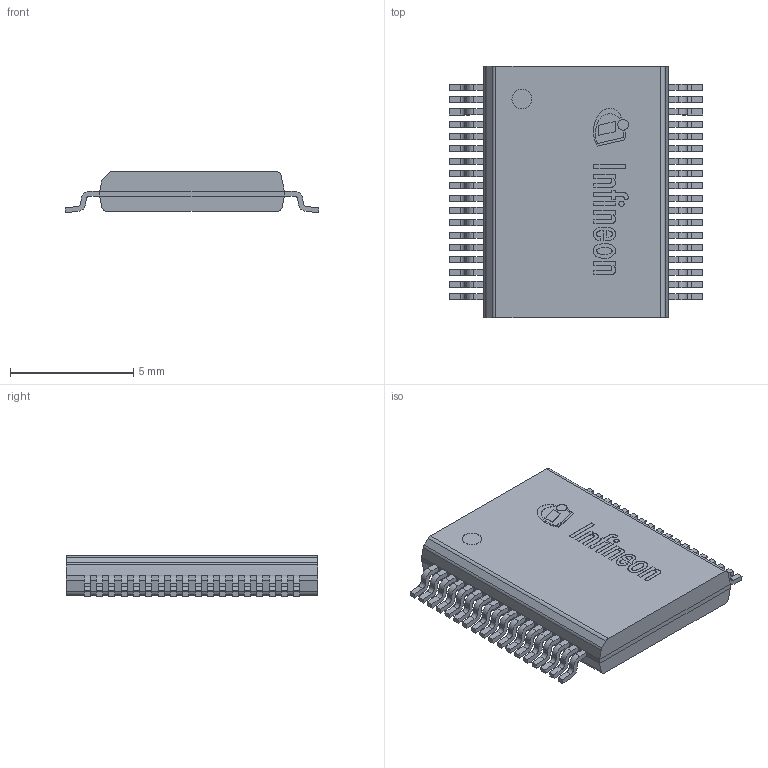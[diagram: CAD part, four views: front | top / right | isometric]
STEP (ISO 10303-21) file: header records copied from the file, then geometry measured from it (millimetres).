
FILE_DESCRIPTION(/* description */ (''),/* implementation_level */ '2;1');
FILE_NAME(/* name */ 'PG-LFDSO-36-1_Z8B00246565_V03_3D.stp',/* time_stamp */ '2024-11-26T17:42:31+05:30',/* author */ ('sivamani'),/* organization */ (''),/* preprocessor_version */ 'ST-DEVELOPER v19.2',/* originating_system */ 'AutoCAD Mechanical',/* authorisation */ '');
FILE_SCHEMA (('AUTOMOTIVE_DESIGN { 1 0 10303 214 3 1 1 }'));
Length unit declared in the file: millimetre
Products named in the file (1): Product
Bounding box: 10.3 x 10.2 x 1.67 mm (x, y, z)
Volume: 123.7 mm3; surface area: 576.2 mm2
Topology: 52 solids, 52 shells, 644 faces, 1617 edges, 1078 vertices
Faces by surface type: plane 473, cylinder 153, bspline 18
Full cylindrical faces by diameter (mm): 0.213 x1, 0.438 x1, 0.8 x2
Entity records: 19389 total; most frequent: CARTESIAN_POINT 3710, ORIENTED_EDGE 3234, DIRECTION 3141, EDGE_CURVE 1617, LINE 1275, VECTOR 1275, VERTEX_POINT 1078, AXIS2_PLACEMENT_3D 933
